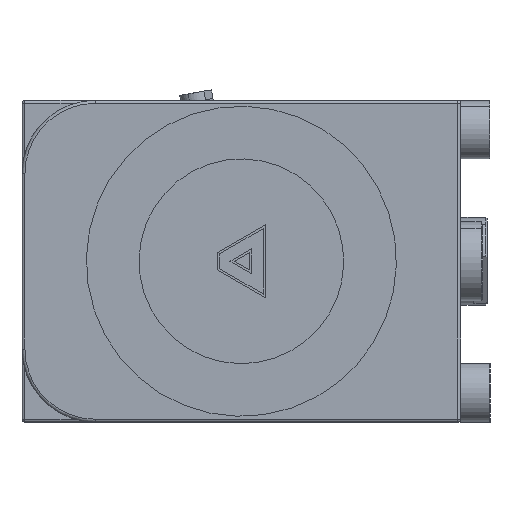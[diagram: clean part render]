
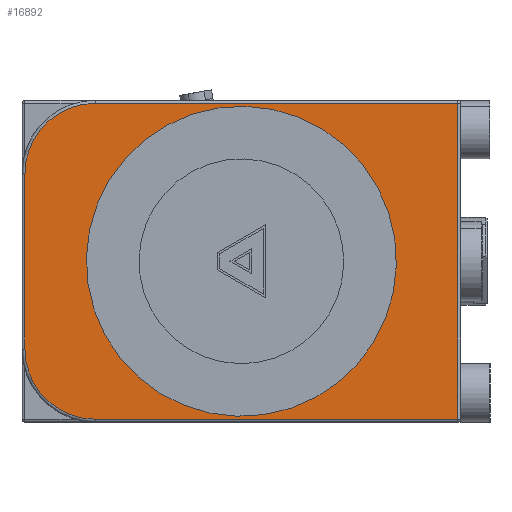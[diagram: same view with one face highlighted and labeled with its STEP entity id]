
A CAD part, left-side view. The second image highlights one B-rep face of the part: STEP entity #16892.
In plain terms, the highlighted planar face has unit normal (-1, 0, 0).
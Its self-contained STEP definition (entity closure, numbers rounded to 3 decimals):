
#84 = CARTESIAN_POINT ( 'NONE',  ( -78., 148., -110. ) ) ;
#546 = DIRECTION ( 'NONE',  ( 0., 1., 0. ) ) ;
#667 = VERTEX_POINT ( 'NONE', #20728 ) ;
#2269 = CARTESIAN_POINT ( 'NONE',  ( -78., 0., 0. ) ) ;
#2649 = CARTESIAN_POINT ( 'NONE',  ( -78., -148., -108. ) ) ;
#2958 = CARTESIAN_POINT ( 'NONE',  ( -78., 0., 0. ) ) ;
#3151 = VERTEX_POINT ( 'NONE', #14933 ) ;
#3974 = VERTEX_POINT ( 'NONE', #4088 ) ;
#4085 = ORIENTED_EDGE ( 'NONE', *, *, #19501, .T. ) ;
#4088 = CARTESIAN_POINT ( 'NONE',  ( -78., 148., 60. ) ) ;
#4843 = ORIENTED_EDGE ( 'NONE', *, *, #10638, .T. ) ;
#5607 = EDGE_CURVE ( 'NONE', #31737, #27906, #22785, .T. ) ;
#5754 = DIRECTION ( 'NONE',  ( 0., 0., -1. ) ) ;
#6104 = DIRECTION ( 'NONE',  ( -1., 0., 0. ) ) ;
#6651 = CARTESIAN_POINT ( 'NONE',  ( -78., -148., 108. ) ) ;
#6685 = ORIENTED_EDGE ( 'NONE', *, *, #32582, .T. ) ;
#7662 = VERTEX_POINT ( 'NONE', #32843 ) ;
#8251 = CARTESIAN_POINT ( 'NONE',  ( -78., 0., -104.8 ) ) ;
#8413 = AXIS2_PLACEMENT_3D ( 'NONE', #33361, #30798, #21871 ) ;
#9530 = CARTESIAN_POINT ( 'NONE',  ( -78., -150., -108. ) ) ;
#9629 = DIRECTION ( 'NONE',  ( 0., 0., 1. ) ) ;
#9889 = EDGE_CURVE ( 'NONE', #667, #13064, #26327, .T. ) ;
#9948 = CARTESIAN_POINT ( 'NONE',  ( -78., 0., 104.8 ) ) ;
#10490 = AXIS2_PLACEMENT_3D ( 'NONE', #14147, #6104, #5754 ) ;
#10638 = EDGE_CURVE ( 'NONE', #3151, #667, #15995, .T. ) ;
#11016 = AXIS2_PLACEMENT_3D ( 'NONE', #15962, #13593, #19070 ) ;
#13064 = VERTEX_POINT ( 'NONE', #2649 ) ;
#13363 = DIRECTION ( 'NONE',  ( 0., 0., -1. ) ) ;
#13593 = DIRECTION ( 'NONE',  ( 1., 0., 0. ) ) ;
#14147 = CARTESIAN_POINT ( 'NONE',  ( -78., 100., 60. ) ) ;
#14606 = CARTESIAN_POINT ( 'NONE',  ( -78., 150., 108. ) ) ;
#14933 = CARTESIAN_POINT ( 'NONE',  ( -78., 148., -60. ) ) ;
#15961 = DIRECTION ( 'NONE',  ( 0., 0., -1. ) ) ;
#15962 = CARTESIAN_POINT ( 'NONE',  ( -78., 0., 0. ) ) ;
#15995 = CIRCLE ( 'NONE', #8413, 48. ) ;
#16195 = ORIENTED_EDGE ( 'NONE', *, *, #9889, .T. ) ;
#16350 = AXIS2_PLACEMENT_3D ( 'NONE', #2269, #24722, #15961 ) ;
#16892 = ADVANCED_FACE ( 'NONE', ( #27957, #25043 ), #32698, .F. ) ;
#17747 = DIRECTION ( 'NONE',  ( 0., -1., 0. ) ) ;
#18556 = AXIS2_PLACEMENT_3D ( 'NONE', #2958, #24853, #13363 ) ;
#19070 = DIRECTION ( 'NONE',  ( 0., 0., -1. ) ) ;
#19501 = EDGE_CURVE ( 'NONE', #7662, #3974, #31462, .T. ) ;
#20728 = CARTESIAN_POINT ( 'NONE',  ( -78., 100., -108. ) ) ;
#21871 = DIRECTION ( 'NONE',  ( 0., 0., -1. ) ) ;
#22331 = VECTOR ( 'NONE', #546, 1000. ) ;
#22352 = LINE ( 'NONE', #84, #29666 ) ;
#22785 = CIRCLE ( 'NONE', #16350, 104.8 ) ;
#23846 = CIRCLE ( 'NONE', #11016, 104.8 ) ;
#24219 = CARTESIAN_POINT ( 'NONE',  ( -78., -148., 110. ) ) ;
#24722 = DIRECTION ( 'NONE',  ( 1., 0., 0. ) ) ;
#24853 = DIRECTION ( 'NONE',  ( 1., 0., 0. ) ) ;
#25043 = FACE_BOUND ( 'NONE', #28780, .T. ) ;
#26182 = EDGE_CURVE ( 'NONE', #27906, #31737, #23846, .T. ) ;
#26324 = EDGE_CURVE ( 'NONE', #3974, #3151, #22352, .T. ) ;
#26327 = LINE ( 'NONE', #9530, #31015 ) ;
#26850 = ORIENTED_EDGE ( 'NONE', *, *, #34507, .T. ) ;
#27812 = DIRECTION ( 'NONE',  ( 0., 0., -1. ) ) ;
#27906 = VERTEX_POINT ( 'NONE', #8251 ) ;
#27957 = FACE_OUTER_BOUND ( 'NONE', #29716, .T. ) ;
#28319 = ORIENTED_EDGE ( 'NONE', *, *, #26324, .T. ) ;
#28780 = EDGE_LOOP ( 'NONE', ( #30053, #30113 ) ) ;
#29666 = VECTOR ( 'NONE', #27812, 1000. ) ;
#29716 = EDGE_LOOP ( 'NONE', ( #28319, #4843, #16195, #26850, #6685, #4085 ) ) ;
#30053 = ORIENTED_EDGE ( 'NONE', *, *, #5607, .T. ) ;
#30113 = ORIENTED_EDGE ( 'NONE', *, *, #26182, .T. ) ;
#30798 = DIRECTION ( 'NONE',  ( -1., 0., 0. ) ) ;
#31015 = VECTOR ( 'NONE', #17747, 1000. ) ;
#31023 = LINE ( 'NONE', #14606, #22331 ) ;
#31192 = VECTOR ( 'NONE', #9629, 1000. ) ;
#31462 = CIRCLE ( 'NONE', #10490, 48. ) ;
#31737 = VERTEX_POINT ( 'NONE', #9948 ) ;
#32420 = LINE ( 'NONE', #24219, #31192 ) ;
#32582 = EDGE_CURVE ( 'NONE', #33080, #7662, #31023, .T. ) ;
#32698 = PLANE ( 'NONE',  #18556 ) ;
#32843 = CARTESIAN_POINT ( 'NONE',  ( -78., 100., 108. ) ) ;
#33080 = VERTEX_POINT ( 'NONE', #6651 ) ;
#33361 = CARTESIAN_POINT ( 'NONE',  ( -78., 100., -60. ) ) ;
#34507 = EDGE_CURVE ( 'NONE', #13064, #33080, #32420, .T. ) ;
